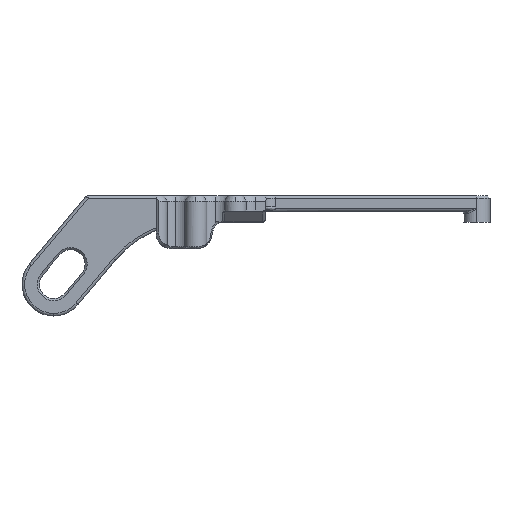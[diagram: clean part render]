
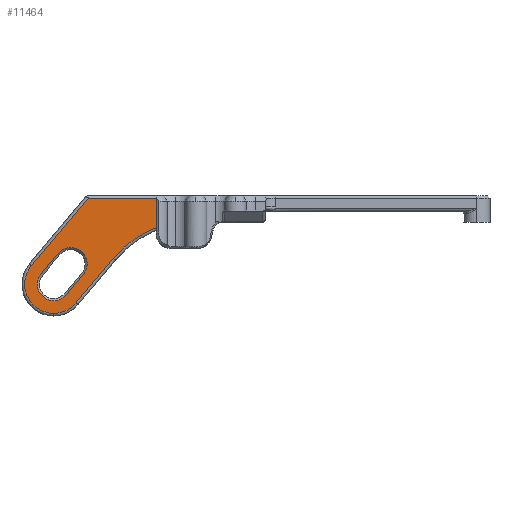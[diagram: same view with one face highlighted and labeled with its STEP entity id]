
A CAD part, left-side view. The second image highlights one B-rep face of the part: STEP entity #11464.
In plain terms, the highlighted planar face has unit normal (-1, 0, 0).
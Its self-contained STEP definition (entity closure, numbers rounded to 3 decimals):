
#79 = VERTEX_POINT ( 'NONE', #14536 ) ;
#237 = VERTEX_POINT ( 'NONE', #6582 ) ;
#289 = VECTOR ( 'NONE', #1146, 1000. ) ;
#300 = EDGE_CURVE ( 'NONE', #1014, #13219, #7049, .T. ) ;
#599 = VERTEX_POINT ( 'NONE', #9837 ) ;
#710 = CARTESIAN_POINT ( 'NONE',  ( 79.142, 80.847, -45.195 ) ) ;
#811 = AXIS2_PLACEMENT_3D ( 'NONE', #11399, #7953, #2138 ) ;
#1014 = VERTEX_POINT ( 'NONE', #13109 ) ;
#1083 = CARTESIAN_POINT ( 'NONE',  ( 79.142, 59.5, -51.195 ) ) ;
#1146 = DIRECTION ( 'NONE',  ( 0., 0.643, -0.766 ) ) ;
#1340 = DIRECTION ( 'NONE',  ( 0., -0.643, 0.766 ) ) ;
#1684 = VECTOR ( 'NONE', #15466, 1000. ) ;
#1731 = DIRECTION ( 'NONE',  ( 0., 0., -1. ) ) ;
#1738 = VERTEX_POINT ( 'NONE', #7757 ) ;
#1921 = VERTEX_POINT ( 'NONE', #13791 ) ;
#2080 = CARTESIAN_POINT ( 'NONE',  ( 79.142, 53.876, -53.5 ) ) ;
#2138 = DIRECTION ( 'NONE',  ( 0., 0., -1. ) ) ;
#2188 = DIRECTION ( 'NONE',  ( 0., 0., -1. ) ) ;
#2241 = VECTOR ( 'NONE', #1340, 1000. ) ;
#2263 = CARTESIAN_POINT ( 'NONE',  ( 79.142, 0., -51.195 ) ) ;
#2439 = ORIENTED_EDGE ( 'NONE', *, *, #3959, .T. ) ;
#2503 = CIRCLE ( 'NONE', #4776, 20.5 ) ;
#2880 = EDGE_CURVE ( 'NONE', #4885, #1738, #4478, .T. ) ;
#2887 = CARTESIAN_POINT ( 'NONE',  ( 79.142, 80.847, -45.195 ) ) ;
#3156 = CARTESIAN_POINT ( 'NONE',  ( 79.142, 85.061, -41.659 ) ) ;
#3259 = DIRECTION ( 'NONE',  ( 0., 0., -1. ) ) ;
#3512 = CARTESIAN_POINT ( 'NONE',  ( 79.142, 54.611, -5.371 ) ) ;
#3542 = LINE ( 'NONE', #9591, #2241 ) ;
#3553 = DIRECTION ( 'NONE',  ( 1., 0., 0. ) ) ;
#3770 = VECTOR ( 'NONE', #11893, 1000. ) ;
#3959 = EDGE_CURVE ( 'NONE', #5071, #4885, #15467, .T. ) ;
#4062 = ORIENTED_EDGE ( 'NONE', *, *, #10116, .T. ) ;
#4098 = EDGE_CURVE ( 'NONE', #13219, #1921, #15037, .T. ) ;
#4237 = FACE_BOUND ( 'NONE', #14584, .T. ) ;
#4478 = LINE ( 'NONE', #13036, #1684 ) ;
#4488 = ORIENTED_EDGE ( 'NONE', *, *, #13140, .T. ) ;
#4670 = LINE ( 'NONE', #5412, #3770 ) ;
#4687 = LINE ( 'NONE', #3512, #289 ) ;
#4776 = AXIS2_PLACEMENT_3D ( 'NONE', #2080, #7971, #15296 ) ;
#4885 = VERTEX_POINT ( 'NONE', #11187 ) ;
#4962 = ORIENTED_EDGE ( 'NONE', *, *, #9067, .T. ) ;
#4988 = CIRCLE ( 'NONE', #9021, 5.5 ) ;
#5057 = CARTESIAN_POINT ( 'NONE',  ( 79.142, 59.5, -33.787 ) ) ;
#5071 = VERTEX_POINT ( 'NONE', #5057 ) ;
#5102 = CARTESIAN_POINT ( 'NONE',  ( 79.142, 78.473, -47.187 ) ) ;
#5182 = DIRECTION ( 'NONE',  ( 0., 0., -1. ) ) ;
#5295 = CIRCLE ( 'NONE', #5826, 3.1 ) ;
#5412 = CARTESIAN_POINT ( 'NONE',  ( 79.142, 46.184, -12.441 ) ) ;
#5555 = ORIENTED_EDGE ( 'NONE', *, *, #300, .T. ) ;
#5809 = DIRECTION ( 'NONE',  ( 1., 0., 0. ) ) ;
#5826 = AXIS2_PLACEMENT_3D ( 'NONE', #11874, #3553, #10777 ) ;
#5965 = CARTESIAN_POINT ( 'NONE',  ( 79.142, 80.847, -50.695 ) ) ;
#5992 = EDGE_CURVE ( 'NONE', #1921, #9364, #3542, .T. ) ;
#6272 = CIRCLE ( 'NONE', #7770, 5.5 ) ;
#6528 = DIRECTION ( 'NONE',  ( -1., 0., 0. ) ) ;
#6582 = CARTESIAN_POINT ( 'NONE',  ( 79.142, 69.58, -40.323 ) ) ;
#7013 = VERTEX_POINT ( 'NONE', #5965 ) ;
#7049 = LINE ( 'NONE', #8364, #13728 ) ;
#7573 = CIRCLE ( 'NONE', #811, 3.1 ) ;
#7681 = ORIENTED_EDGE ( 'NONE', *, *, #14203, .T. ) ;
#7757 = CARTESIAN_POINT ( 'NONE',  ( 79.142, 74.354, -28.9 ) ) ;
#7770 = AXIS2_PLACEMENT_3D ( 'NONE', #710, #10215, #1731 ) ;
#7952 = EDGE_CURVE ( 'NONE', #237, #5071, #2503, .T. ) ;
#7953 = DIRECTION ( 'NONE',  ( 1., 0., 0. ) ) ;
#7971 = DIRECTION ( 'NONE',  ( 1., 0., 0. ) ) ;
#8007 = FACE_OUTER_BOUND ( 'NONE', #10642, .T. ) ;
#8301 = DIRECTION ( 'NONE',  ( 0., 0., 1. ) ) ;
#8364 = CARTESIAN_POINT ( 'NONE',  ( 79.142, 78.473, -47.187 ) ) ;
#8389 = EDGE_CURVE ( 'NONE', #599, #237, #4670, .T. ) ;
#8415 = ORIENTED_EDGE ( 'NONE', *, *, #2880, .T. ) ;
#9021 = AXIS2_PLACEMENT_3D ( 'NONE', #2887, #6528, #5182 ) ;
#9067 = EDGE_CURVE ( 'NONE', #15359, #7013, #4988, .T. ) ;
#9254 = ORIENTED_EDGE ( 'NONE', *, *, #14678, .T. ) ;
#9364 = VERTEX_POINT ( 'NONE', #15011 ) ;
#9591 = CARTESIAN_POINT ( 'NONE',  ( 79.142, 80.008, -39.372 ) ) ;
#9837 = CARTESIAN_POINT ( 'NONE',  ( 79.142, 76.634, -48.73 ) ) ;
#10116 = EDGE_CURVE ( 'NONE', #7013, #599, #6272, .T. ) ;
#10215 = DIRECTION ( 'NONE',  ( -1., 0., 0. ) ) ;
#10289 = ORIENTED_EDGE ( 'NONE', *, *, #5992, .T. ) ;
#10497 = CARTESIAN_POINT ( 'NONE',  ( 79.142, 80.847, -45.195 ) ) ;
#10513 = DIRECTION ( 'NONE',  ( 0., 0.643, -0.766 ) ) ;
#10642 = EDGE_LOOP ( 'NONE', ( #2439, #8415, #7681, #4962, #4062, #12113, #11939 ) ) ;
#10777 = DIRECTION ( 'NONE',  ( 0., 0., -1. ) ) ;
#11187 = CARTESIAN_POINT ( 'NONE',  ( 79.142, 59.5, -28.9 ) ) ;
#11399 = CARTESIAN_POINT ( 'NONE',  ( 79.142, 77.633, -41.364 ) ) ;
#11464 = ADVANCED_FACE ( 'NONE', ( #4237, #8007 ), #12814, .F. ) ;
#11874 = CARTESIAN_POINT ( 'NONE',  ( 79.142, 77.633, -41.364 ) ) ;
#11893 = DIRECTION ( 'NONE',  ( 0., -0.643, 0.766 ) ) ;
#11939 = ORIENTED_EDGE ( 'NONE', *, *, #7952, .T. ) ;
#12113 = ORIENTED_EDGE ( 'NONE', *, *, #8389, .T. ) ;
#12254 = AXIS2_PLACEMENT_3D ( 'NONE', #10497, #13904, #3259 ) ;
#12306 = AXIS2_PLACEMENT_3D ( 'NONE', #2263, #5809, #2188 ) ;
#12814 = PLANE ( 'NONE',  #12306 ) ;
#13036 = CARTESIAN_POINT ( 'NONE',  ( 79.142, 0., -28.9 ) ) ;
#13109 = CARTESIAN_POINT ( 'NONE',  ( 79.142, 75.259, -43.357 ) ) ;
#13140 = EDGE_CURVE ( 'NONE', #79, #1014, #5295, .T. ) ;
#13219 = VERTEX_POINT ( 'NONE', #5102 ) ;
#13728 = VECTOR ( 'NONE', #10513, 1000. ) ;
#13791 = CARTESIAN_POINT ( 'NONE',  ( 79.142, 83.222, -43.202 ) ) ;
#13904 = DIRECTION ( 'NONE',  ( 1., 0., 0. ) ) ;
#14203 = EDGE_CURVE ( 'NONE', #1738, #15359, #4687, .T. ) ;
#14536 = CARTESIAN_POINT ( 'NONE',  ( 79.142, 77.633, -38.264 ) ) ;
#14584 = EDGE_LOOP ( 'NONE', ( #9254, #4488, #5555, #14870, #10289 ) ) ;
#14678 = EDGE_CURVE ( 'NONE', #9364, #79, #7573, .T. ) ;
#14773 = VECTOR ( 'NONE', #8301, 1000. ) ;
#14870 = ORIENTED_EDGE ( 'NONE', *, *, #4098, .T. ) ;
#15011 = CARTESIAN_POINT ( 'NONE',  ( 79.142, 80.008, -39.372 ) ) ;
#15037 = CIRCLE ( 'NONE', #12254, 3.1 ) ;
#15296 = DIRECTION ( 'NONE',  ( 0., 0., -1. ) ) ;
#15359 = VERTEX_POINT ( 'NONE', #3156 ) ;
#15466 = DIRECTION ( 'NONE',  ( 0., 1., 0. ) ) ;
#15467 = LINE ( 'NONE', #1083, #14773 ) ;
